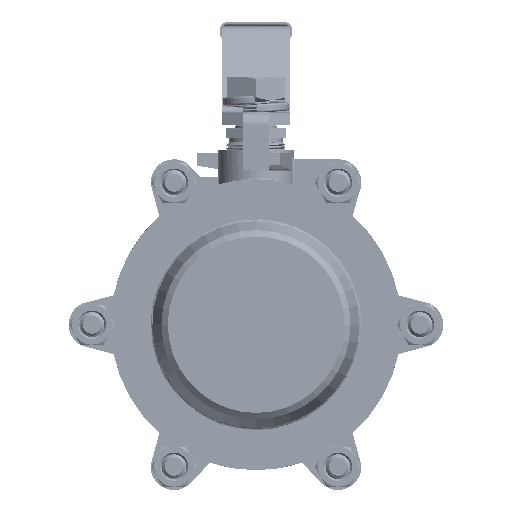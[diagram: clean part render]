
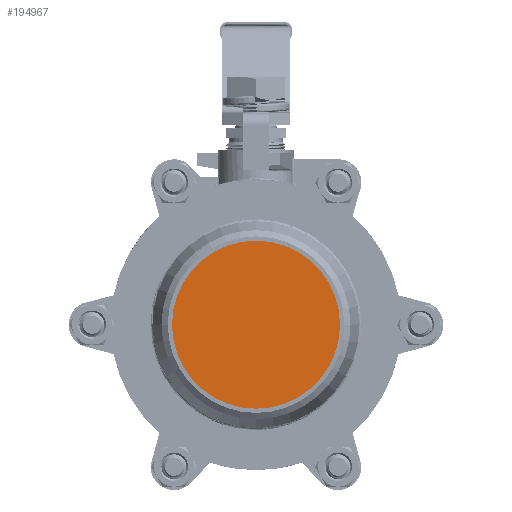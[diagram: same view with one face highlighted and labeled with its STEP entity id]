
A CAD part, front view. The second image highlights one B-rep face of the part: STEP entity #194967.
In plain terms, the highlighted planar face has unit normal (0, -1, 0).
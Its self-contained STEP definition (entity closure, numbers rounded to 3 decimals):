
#146519=CARTESIAN_POINT('',(40.,-50.05,-0.306));
#146520=VERTEX_POINT('',#146519);
#146544=CARTESIAN_POINT('',(-40.,-50.05,-0.306));
#146545=VERTEX_POINT('',#146544);
#146546=CARTESIAN_POINT('',(0.,-50.05,-0.306));
#146547=DIRECTION('',(0.,-1.,0.));
#146548=DIRECTION('',(1.,0.,0.));
#146549=AXIS2_PLACEMENT_3D('',#146546,#146547,#146548);
#146550=CIRCLE('',#146549,40.);
#146551=EDGE_CURVE('',#146545,#146520,#146550,.T.);
#146553=CARTESIAN_POINT('',(0.,-50.05,-0.306));
#146554=DIRECTION('',(0.,-1.,0.));
#146555=DIRECTION('',(1.,0.,0.));
#146556=AXIS2_PLACEMENT_3D('',#146553,#146554,#146555);
#146557=CIRCLE('',#146556,40.);
#146558=EDGE_CURVE('',#146520,#146545,#146557,.T.);
#194958=CARTESIAN_POINT('',(40.,-50.05,-0.306));
#194959=DIRECTION('',(0.,-1.,0.));
#194960=DIRECTION('',(1.,0.,0.));
#194961=AXIS2_PLACEMENT_3D('',#194958,#194959,#194960);
#194962=PLANE('',#194961);
#194963=ORIENTED_EDGE('',*,*,#146558,.T.);
#194964=ORIENTED_EDGE('',*,*,#146551,.T.);
#194965=EDGE_LOOP('',(#194963,#194964));
#194966=FACE_BOUND('',#194965,.T.);
#194967=ADVANCED_FACE('',(#194966),#194962,.T.);
